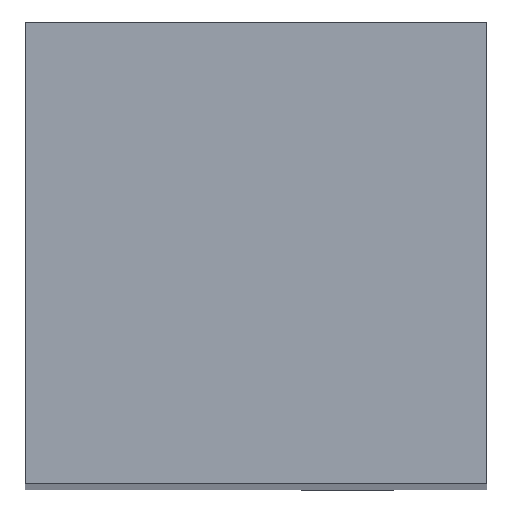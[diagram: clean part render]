
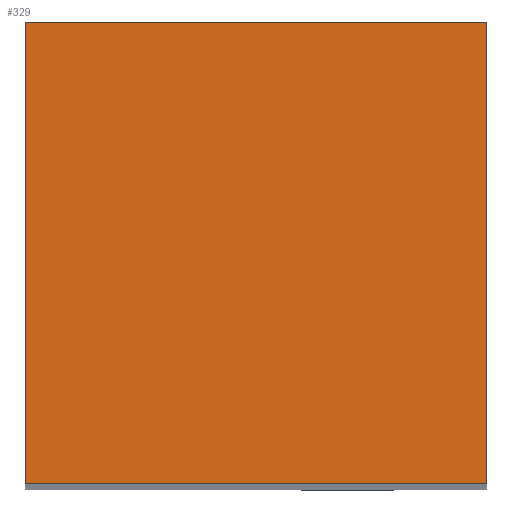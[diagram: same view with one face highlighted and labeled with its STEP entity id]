
A CAD part, top view. The second image highlights one B-rep face of the part: STEP entity #329.
In plain terms, the highlighted face is planar.
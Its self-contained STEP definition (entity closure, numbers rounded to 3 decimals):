
#192=CARTESIAN_POINT('',(0.,12.,-6.));
#193=VERTEX_POINT('',#192);
#197=CARTESIAN_POINT('',(0.,12.,6.));
#198=DIRECTION('',(0.,0.,-1.));
#199=VECTOR('',#198,12.);
#200=LINE('',#197,#199);
#201=CARTESIAN_POINT('',(0.,12.,6.));
#202=VERTEX_POINT('',#201);
#203=EDGE_CURVE('',#202,#193,#200,.T.);
#295=CARTESIAN_POINT('',(0.,5.6,0.4));
#296=DIRECTION('',(-1.,0.,0.));
#297=DIRECTION('',(0.,0.,1.));
#298=AXIS2_PLACEMENT_3D('',#295,#296,#297);
#299=PLANE('',#298);
#300=CARTESIAN_POINT('',(0.,0.,6.));
#301=DIRECTION('',(0.,1.,0.));
#302=VECTOR('',#301,12.);
#303=LINE('',#300,#302);
#304=CARTESIAN_POINT('',(0.,0.,6.));
#305=VERTEX_POINT('',#304);
#306=EDGE_CURVE('',#305,#202,#303,.T.);
#307=ORIENTED_EDGE('Edge 311',*,*,#306,.F.);
#309=ORIENTED_EDGE('Edge 316',*,*,#203,.F.);
#311=CARTESIAN_POINT('',(0.,0.,-6.));
#312=DIRECTION('',(0.,1.,0.));
#313=VECTOR('',#312,12.);
#314=LINE('',#311,#313);
#315=CARTESIAN_POINT('',(0.,0.,-6.));
#316=VERTEX_POINT('',#315);
#317=EDGE_CURVE('',#316,#193,#314,.T.);
#318=ORIENTED_EDGE('Edge 321',*,*,#317,.T.);
#320=CARTESIAN_POINT('',(0.,0.,6.));
#321=DIRECTION('',(0.,0.,-1.));
#322=VECTOR('',#321,12.);
#323=LINE('',#320,#322);
#324=EDGE_CURVE('',#305,#316,#323,.T.);
#325=ORIENTED_EDGE('Edge 326',*,*,#324,.T.);
#327=EDGE_LOOP('',(#325,#318,#309,#307));
#328=FACE_OUTER_BOUND('Loop 327',#327,.T.);
#329=ADVANCED_FACE('Face 328',(#328),#299,.F.);
